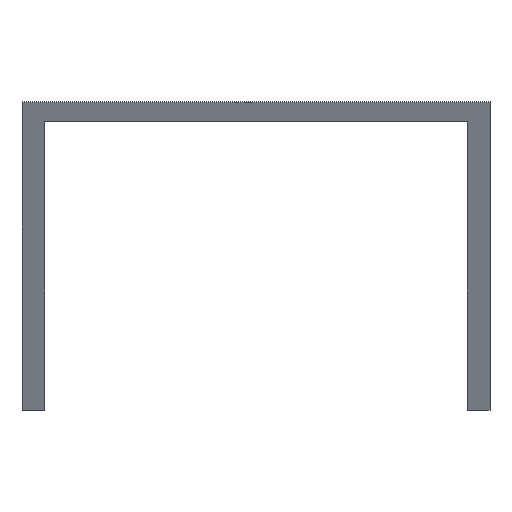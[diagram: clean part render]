
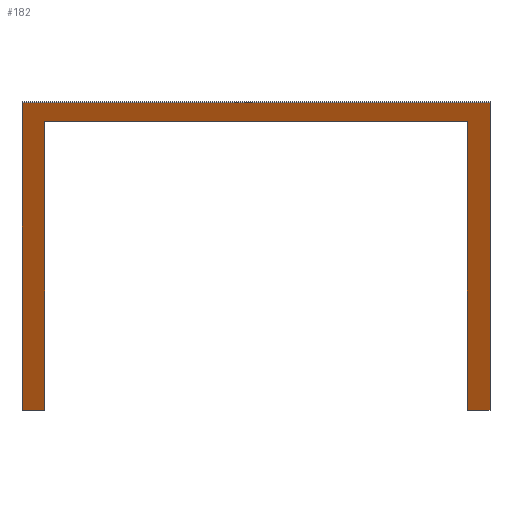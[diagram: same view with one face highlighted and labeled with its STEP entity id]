
A CAD part, left-side view. The second image highlights one B-rep face of the part: STEP entity #182.
In plain terms, the highlighted planar face has unit normal (-0.913, 0, -0.407).
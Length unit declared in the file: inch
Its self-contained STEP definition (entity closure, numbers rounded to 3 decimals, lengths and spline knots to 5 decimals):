
#16=FACE_OUTER_BOUND('',#26,.T.);
#26=EDGE_LOOP('',(#127,#128,#129,#130,#131,#132,#133,#134));
#35=LINE('',#259,#59);
#39=LINE('',#267,#63);
#40=LINE('',#269,#64);
#41=LINE('',#271,#65);
#42=LINE('',#273,#66);
#43=LINE('',#275,#67);
#44=LINE('',#277,#68);
#45=LINE('',#278,#69);
#59=VECTOR('',#213,17.55807);
#63=VECTOR('',#219,1.25);
#64=VECTOR('',#220,23.5);
#65=VECTOR('',#221,17.55807);
#66=VECTOR('',#222,1.25);
#67=VECTOR('',#223,18.7);
#68=VECTOR('',#224,26.);
#69=VECTOR('',#225,18.7);
#83=VERTEX_POINT('',#257);
#84=VERTEX_POINT('',#258);
#87=VERTEX_POINT('',#266);
#88=VERTEX_POINT('',#268);
#89=VERTEX_POINT('',#270);
#90=VERTEX_POINT('',#272);
#91=VERTEX_POINT('',#274);
#92=VERTEX_POINT('',#276);
#99=EDGE_CURVE('',#83,#84,#35,.T.);
#103=EDGE_CURVE('',#87,#83,#39,.T.);
#104=EDGE_CURVE('',#84,#88,#40,.T.);
#105=EDGE_CURVE('',#88,#89,#41,.T.);
#106=EDGE_CURVE('',#90,#89,#42,.T.);
#107=EDGE_CURVE('',#90,#91,#43,.T.);
#108=EDGE_CURVE('',#91,#92,#44,.T.);
#109=EDGE_CURVE('',#92,#87,#45,.T.);
#127=ORIENTED_EDGE('',*,*,#103,.T.);
#128=ORIENTED_EDGE('',*,*,#99,.T.);
#129=ORIENTED_EDGE('',*,*,#104,.T.);
#130=ORIENTED_EDGE('',*,*,#105,.T.);
#131=ORIENTED_EDGE('',*,*,#106,.F.);
#132=ORIENTED_EDGE('',*,*,#107,.T.);
#133=ORIENTED_EDGE('',*,*,#108,.T.);
#134=ORIENTED_EDGE('',*,*,#109,.T.);
#172=PLANE('',#200);
#182=ADVANCED_FACE('',(#16),#172,.F.);
#200=AXIS2_PLACEMENT_3D('',#265,#217,#218);
#213=DIRECTION('',(-0.407,0.,0.914));
#217=DIRECTION('center_axis',(0.914,0.,0.407));
#218=DIRECTION('ref_axis',(0.,-1.,0.));
#219=DIRECTION('',(0.,-1.,0.));
#220=DIRECTION('',(0.,-1.,0.));
#221=DIRECTION('',(0.407,0.,-0.914));
#222=DIRECTION('',(0.,1.,0.));
#223=DIRECTION('',(-0.407,0.,0.914));
#224=DIRECTION('',(0.,1.,0.));
#225=DIRECTION('',(0.407,0.,-0.914));
#257=CARTESIAN_POINT('',(21.,-88.25,55.));
#258=CARTESIAN_POINT('',(13.85849,-88.25,71.04009));
#259=CARTESIAN_POINT('',(21.,-88.25,55.));
#265=CARTESIAN_POINT('Origin',(17.19754,-100.00098,63.54046));
#266=CARTESIAN_POINT('',(21.,-87.,55.));
#267=CARTESIAN_POINT('',(21.,-87.,55.));
#268=CARTESIAN_POINT('',(13.85849,-111.75,71.04009));
#269=CARTESIAN_POINT('',(13.85849,-88.25,71.04009));
#270=CARTESIAN_POINT('',(21.,-111.75,55.));
#271=CARTESIAN_POINT('',(13.85849,-111.75,71.04009));
#272=CARTESIAN_POINT('',(21.,-113.,55.));
#273=CARTESIAN_POINT('',(21.,-113.,55.));
#274=CARTESIAN_POINT('',(13.39402,-113.,72.0833));
#275=CARTESIAN_POINT('',(21.,-113.,55.));
#276=CARTESIAN_POINT('',(13.39402,-87.,72.0833));
#277=CARTESIAN_POINT('',(13.39402,-113.,72.0833));
#278=CARTESIAN_POINT('',(13.39402,-87.,72.0833));
